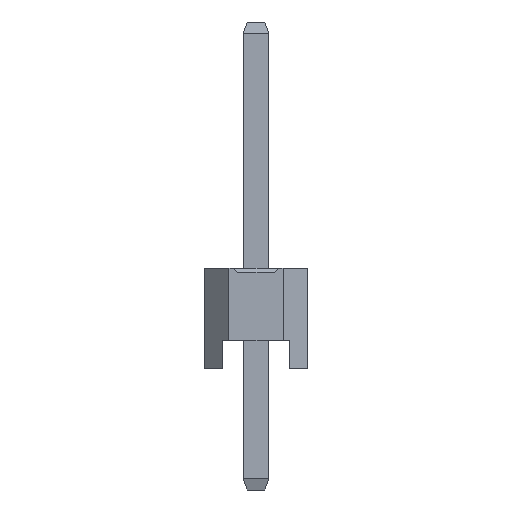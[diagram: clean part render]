
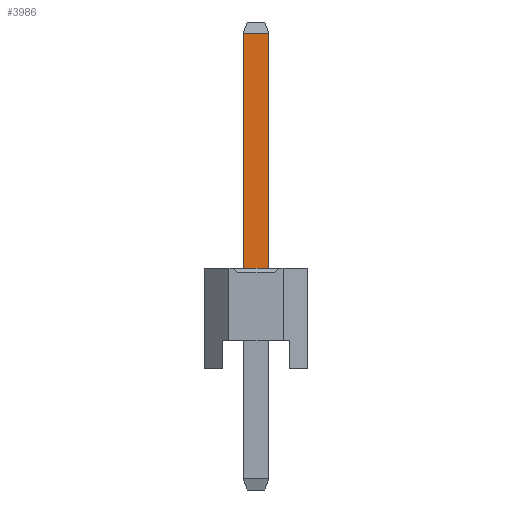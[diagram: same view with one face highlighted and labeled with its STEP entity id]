
A CAD part, left-side view. The second image highlights one B-rep face of the part: STEP entity #3986.
In plain terms, the highlighted planar face has unit normal (-1, 0, 0).
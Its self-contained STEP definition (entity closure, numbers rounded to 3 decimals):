
#3986=ADVANCED_FACE('',(#10445),#10447,.T.);
#10445=FACE_BOUND('',#10446,.T.);
#10446=EDGE_LOOP('',(#15503,#15504,#15505,#15506));
#10447=PLANE('',#10448);
#10448=AXIS2_PLACEMENT_3D('',#10449,#10450,#10451);
#10449=CARTESIAN_POINT('',(-0.32,0.32,-3.));
#10450=DIRECTION('',(-1.,0.,0.));
#10451=DIRECTION('',(0.,-1.,0.));
#15503=ORIENTED_EDGE('',*,*,#18456,.F.);
#15504=ORIENTED_EDGE('',*,*,#18451,.F.);
#15505=ORIENTED_EDGE('',*,*,#17486,.T.);
#15506=ORIENTED_EDGE('',*,*,#18455,.T.);
#17486=EDGE_CURVE('',#20002,#20006,#20008,.T.);
#18451=EDGE_CURVE('',#20002,#21452,#21455,.T.);
#18455=EDGE_CURVE('',#20006,#21459,#21461,.T.);
#18456=EDGE_CURVE('',#21452,#21459,#21462,.T.);
#20002=VERTEX_POINT('',#24312);
#20006=VERTEX_POINT('',#24320);
#20008=LINE('',#24324,#24325);
#21452=VERTEX_POINT('',#27694);
#21455=LINE('',#27701,#27702);
#21459=VERTEX_POINT('',#27711);
#21461=LINE('',#27715,#27716);
#21462=LINE('',#27718,#27719);
#24312=CARTESIAN_POINT('',(-0.32,0.32,2.5));
#24320=CARTESIAN_POINT('',(-0.32,-0.32,2.5));
#24324=CARTESIAN_POINT('',(-0.32,0.32,2.5));
#24325=VECTOR('',#24326,1.);
#24326=DIRECTION('',(0.,-1.,0.));
#27694=CARTESIAN_POINT('',(-0.32,0.32,8.325));
#27701=CARTESIAN_POINT('',(-0.32,0.32,2.5));
#27702=VECTOR('',#27703,1.);
#27703=DIRECTION('',(0.,0.,1.));
#27711=CARTESIAN_POINT('',(-0.32,-0.32,8.325));
#27715=CARTESIAN_POINT('',(-0.32,-0.32,2.5));
#27716=VECTOR('',#27717,1.);
#27717=DIRECTION('',(0.,0.,1.));
#27718=CARTESIAN_POINT('',(-0.32,0.32,8.325));
#27719=VECTOR('',#27720,1.);
#27720=DIRECTION('',(0.,-1.,0.));
